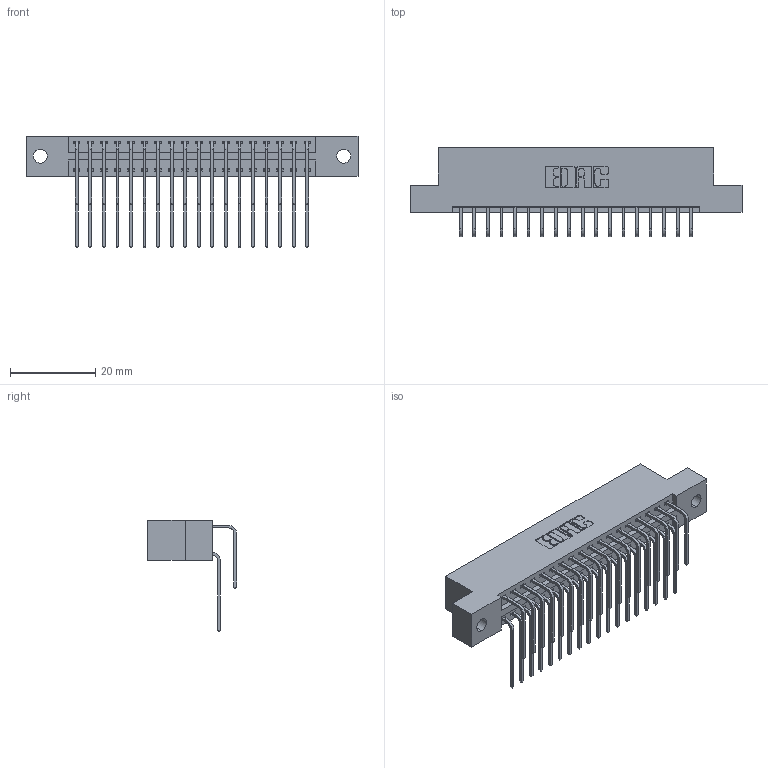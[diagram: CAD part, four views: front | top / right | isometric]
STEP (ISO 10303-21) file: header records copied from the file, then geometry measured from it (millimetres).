
FILE_DESCRIPTION (( 'STEP AP203' ), '1' );
FILE_NAME ('396-036-559-202.STEP', '2018-09-06T05:25:49', ( '' ), ( '' ), 'SwSTEP 2.0', 'SolidWorks 2016', '' );
FILE_SCHEMA (( 'CONFIG_CONTROL_DESIGN' ));
Length unit declared in the file: inch
Products named in the file (4): 345-292-001_559 Tail - 2; 396-036-559-202; 346 Part_Flush Mounting Lugs - 0.128 Dia; 345-292-001_558 559 Tail - 1
Assembly tree (37 placements, depth 2):
  396-036-559-202
    346 Part_Flush Mounting Lugs - 0.128 Dia
    345-292-001_558 559 Tail - 1  x18
    345-292-001_559 Tail - 2  x18
Bounding box: 77.72 x 20.89 x 26.16 mm (x, y, z)
Volume: 7563.6 mm3; surface area: 10746.6 mm2
Topology: 37 solids, 37 shells, 2066 faces, 6125 edges, 4034 vertices
Faces by surface type: plane 1408, cylinder 658
Entity records: 16765 total; most frequent: CARTESIAN_POINT 2847, ORIENTED_EDGE 2730, DIRECTION 2533, EDGE_CURVE 1365, VECTOR 1121, LINE 1121, VERTEX_POINT 906, AXIS2_PLACEMENT_3D 706
